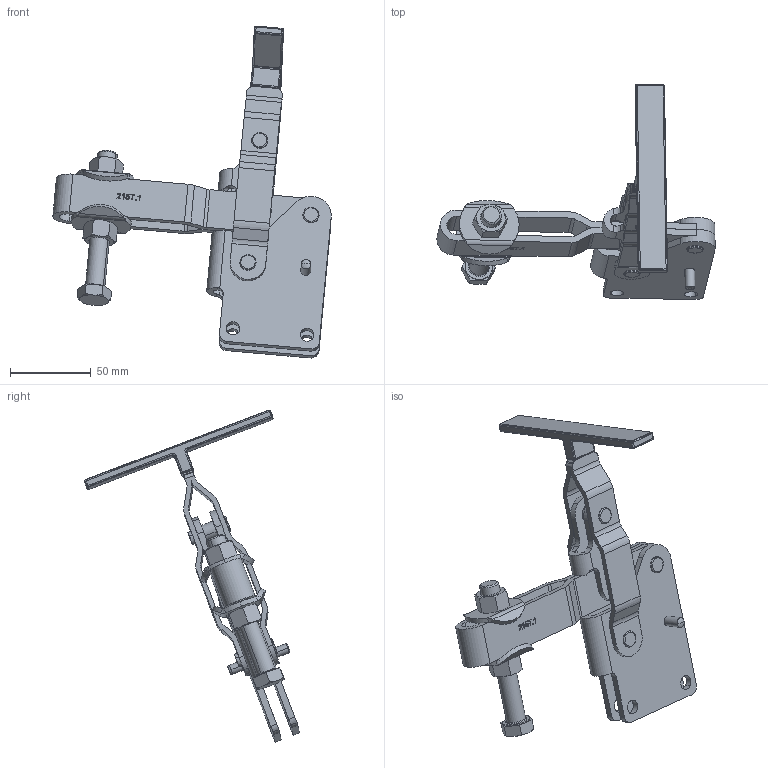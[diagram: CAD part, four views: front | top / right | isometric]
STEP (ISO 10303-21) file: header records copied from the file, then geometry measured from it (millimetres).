
FILE_DESCRIPTION((''),'2;1');
FILE_NAME('215T.1.stp','2005-08-29T15:24:08',('CAD'),(''),'Autodesk Inventor 8','Autodesk Inventor 8','');
FILE_SCHEMA(('AUTOMOTIVE_DESIGN { 1 0 10303 214 1 1 1 1 }'));
Length unit declared in the file: millimetre
Products named in the file (1): Part30
Bounding box: 172.04 x 132.71 x 205.28 mm (x, y, z)
Volume: 144973 mm3; surface area: 78588.3 mm2
Topology: 1 solids, 8 shells, 1508 faces, 5012 edges, 3100 vertices
Faces by surface type: plane 766, cone 348, cylinder 286, bspline 82, sphere 14, torus 12
Entity records: 57410 total; most frequent: CARTESIAN_POINT 14150, ORIENTED_EDGE 9980, DIRECTION 8937, EDGE_CURVE 4990, AXIS2_PLACEMENT_3D 3219, VERTEX_POINT 3100, VECTOR 2499, LINE 2499
